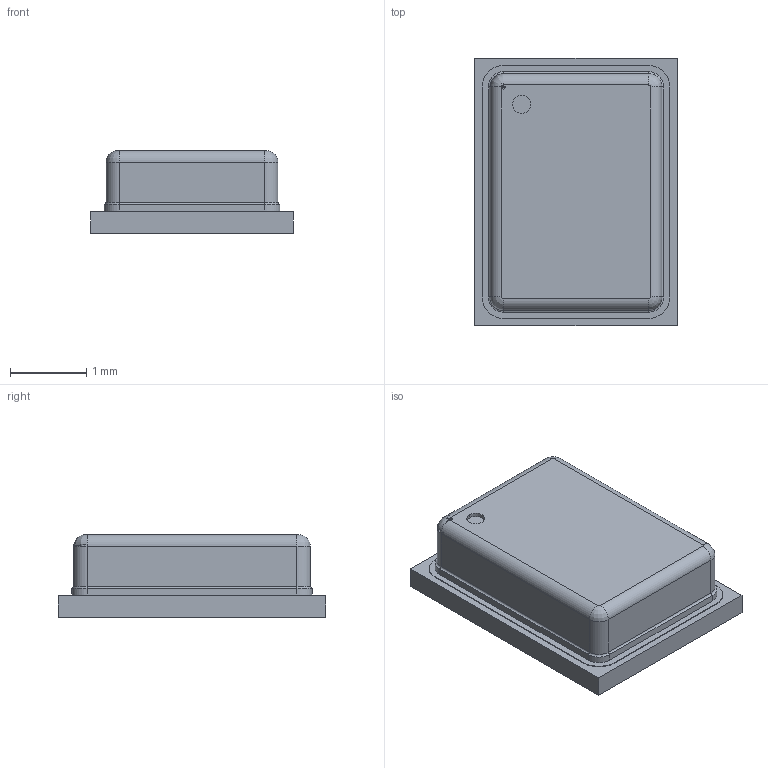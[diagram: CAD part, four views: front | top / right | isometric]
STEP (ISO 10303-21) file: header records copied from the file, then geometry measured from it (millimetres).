
FILE_DESCRIPTION(('FreeCAD Model'),'2;1');
FILE_NAME('SPH0645LM4H_B009_cp.step','2020-01-12T18:31:23',( 'kicad StepUp'),('ksu MCAD'),'Open CASCADE STEP processor 7.3', 'FreeCAD','Unknown');
FILE_SCHEMA(('AUTOMOTIVE_DESIGN { 1 0 10303 214 1 1 1 1 }'));
Length unit declared in the file: millimetre
Products named in the file (1): SPH0645LM4H_B009_cp
Bounding box: 2.65 x 3.5 x 1.08 mm (x, y, z)
Volume: 8 mm3; surface area: 57.6 mm2
Topology: 9 solids, 9 shells, 130 faces, 282 edges, 180 vertices
Faces by surface type: plane 84, cylinder 38, torus 4, revolution 4
Entity records: 4462 total; most frequent: CARTESIAN_POINT 621, DIRECTION 620, ORIENTED_EDGE 564, EDGE_CURVE 282, AXIS2_PLACEMENT_3D 207, LINE 202, VECTOR 202, VERTEX_POINT 180
